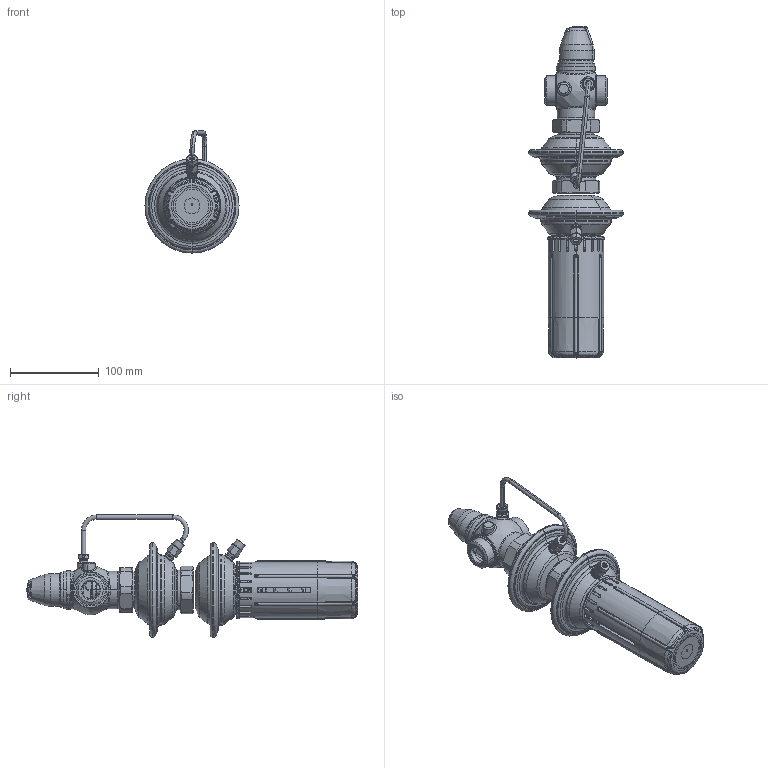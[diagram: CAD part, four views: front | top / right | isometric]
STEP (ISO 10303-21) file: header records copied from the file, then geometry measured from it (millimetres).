
FILE_DESCRIPTION((''),'2;1');
FILE_NAME('003H6480','2015-03-09T',('u317927'),('Danfoss'),'PRO/ENGINEER BY PARAMETRIC TECHNOLOGY CORPORATION, 2014000','PRO/ENGINEER BY PARAMETRIC TECHNOLOGY CORPORATION, 2014000','');
FILE_SCHEMA(('CONFIG_CONTROL_DESIGN'));
Products named in the file (1): 003H6480
Bounding box: 106 x 373.71 x 137.5 mm (x, y, z)
Volume: 440462.9 mm3; surface area: 288235 mm2
Topology: 5 solids, 5 shells, 3458 faces, 8958 edges, 5507 vertices
Faces by surface type: plane 1073, cylinder 803, bspline 659, cone 513, torus 392, sphere 12, extrusion 6
Entity records: 165995 total; most frequent: CARTESIAN_POINT 87791, ORIENTED_EDGE 17872, DIRECTION 14543, EDGE_CURVE 8936, AXIS2_PLACEMENT_3D 5989, VERTEX_POINT 5505, EDGE_LOOP 3625, FACE_OUTER_BOUND 3456
